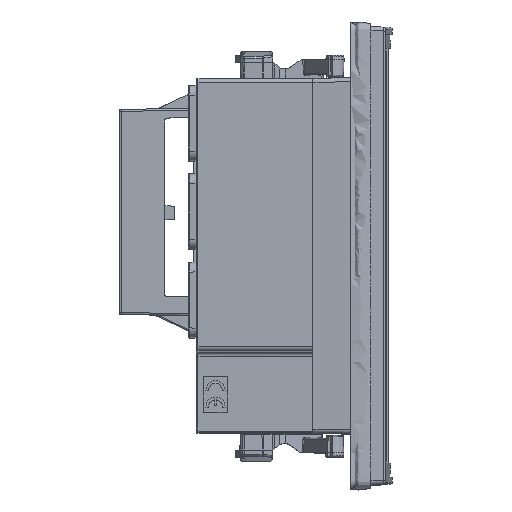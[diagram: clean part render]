
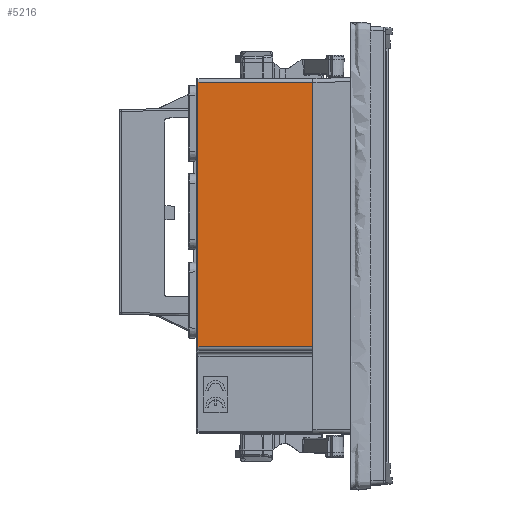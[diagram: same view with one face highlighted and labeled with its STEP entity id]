
A CAD part, top view. The second image highlights one B-rep face of the part: STEP entity #5216.
In plain terms, the highlighted planar face has unit normal (0, 0, 1).
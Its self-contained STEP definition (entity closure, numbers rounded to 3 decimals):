
#2732=PLANE('',#44236);
#5216=ADVANCED_FACE('',(#7370),#2732,.T.);
#7370=FACE_OUTER_BOUND('',#9184,.T.);
#9184=EDGE_LOOP('',(#26789,#26790,#26791,#26792));
#12805=LINE('',#75478,#17327);
#12814=LINE('',#75537,#17336);
#13292=LINE('',#77253,#17814);
#13293=LINE('',#77255,#17815);
#17327=VECTOR('',#52589,1.);
#17336=VECTOR('',#52640,1.);
#17814=VECTOR('',#54000,1.);
#17815=VECTOR('',#54001,1.);
#26789=ORIENTED_EDGE('',*,*,#38719,.T.);
#26790=ORIENTED_EDGE('',*,*,#38696,.T.);
#26791=ORIENTED_EDGE('',*,*,#39495,.T.);
#26792=ORIENTED_EDGE('',*,*,#39496,.T.);
#32388=VERTEX_POINT('',#75456);
#32390=VERTEX_POINT('',#75477);
#32402=VERTEX_POINT('',#75534);
#33007=VERTEX_POINT('',#77254);
#38696=EDGE_CURVE('',#32388,#32390,#12805,.T.);
#38719=EDGE_CURVE('',#32402,#32388,#12814,.T.);
#39495=EDGE_CURVE('',#32390,#33007,#13292,.T.);
#39496=EDGE_CURVE('',#33007,#32402,#13293,.T.);
#44236=AXIS2_PLACEMENT_3D('',#77256,#54002,#54003);
#52589=DIRECTION('',(0.,-1.,0.));
#52640=DIRECTION('',(-1.,0.,0.));
#54000=DIRECTION('',(1.,0.,0.));
#54001=DIRECTION('',(0.,1.,0.));
#54002=DIRECTION('',(0.,0.,1.));
#54003=DIRECTION('',(1.,0.,0.));
#75456=CARTESIAN_POINT('',(-41.512,44.494,44.598));
#75477=CARTESIAN_POINT('',(-41.512,-23.358,44.598));
#75478=CARTESIAN_POINT('',(-41.512,0.,44.598));
#75534=CARTESIAN_POINT('',(-12.,44.494,44.598));
#75537=CARTESIAN_POINT('',(-42.048,44.494,44.598));
#77253=CARTESIAN_POINT('',(-5.017,-23.358,44.598));
#77254=CARTESIAN_POINT('',(-12.,-23.358,44.598));
#77255=CARTESIAN_POINT('',(-12.,0.,44.598));
#77256=CARTESIAN_POINT('',(-42.048,0.,44.598));
